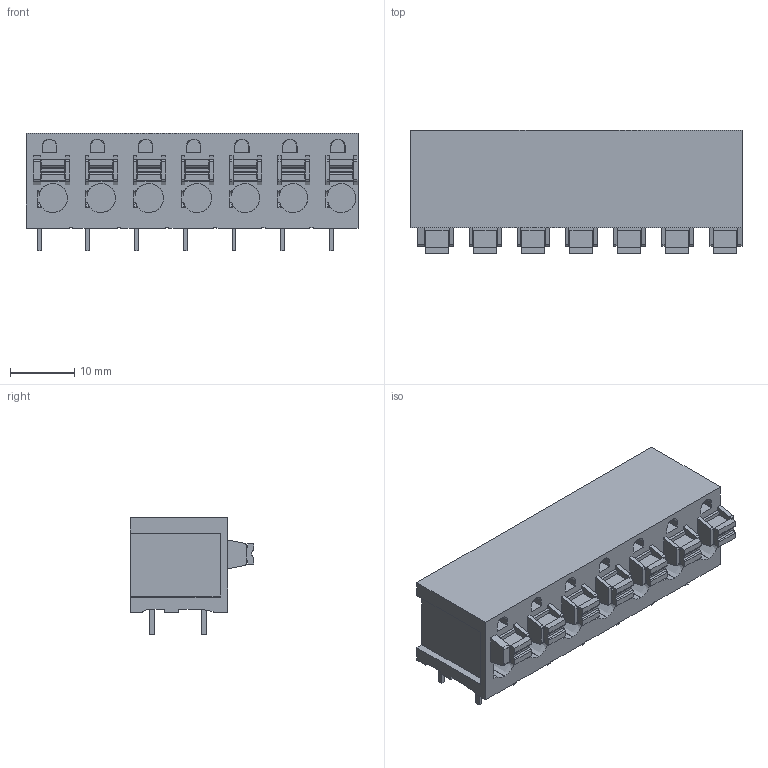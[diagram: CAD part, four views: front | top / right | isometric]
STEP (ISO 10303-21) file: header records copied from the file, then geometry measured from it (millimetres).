
FILE_DESCRIPTION(('CATIA V5R24 STEP','CAx-IF Rec.Pracs.--- Model Styling and Organization---1.4--- 2014-01-23'),'2;1');
FILE_NAME ('1115362-1_0', '2020-02-04T07:22:47+00:00', ('Weidmueller Interface'), ('Weidmueller'), 'CATIA Version 5-6 Release 2016 SP3 HF44', 'CATIA V5 STEP AP214', 'none');
FILE_SCHEMA(('AUTOMOTIVE_DESIGN { 1 0 10303 214 1 1 1 1 }'));
Length unit declared in the file: millimetre
Products named in the file (1): 2667860000
Bounding box: 51.8 x 19.24 x 18.3 mm (x, y, z)
Volume: 11132.5 mm3; surface area: 5482 mm2
Topology: 22 solids, 22 shells, 716 faces, 1928 edges, 1276 vertices
Faces by surface type: plane 555, extrusion 77, cylinder 77, cone 7
Entity records: 21323 total; most frequent: CARTESIAN_POINT 5090, ORIENTED_EDGE 3856, DIRECTION 2399, EDGE_CURVE 1928, VECTOR 1691, LINE 1614, VERTEX_POINT 1276, EDGE_LOOP 736
